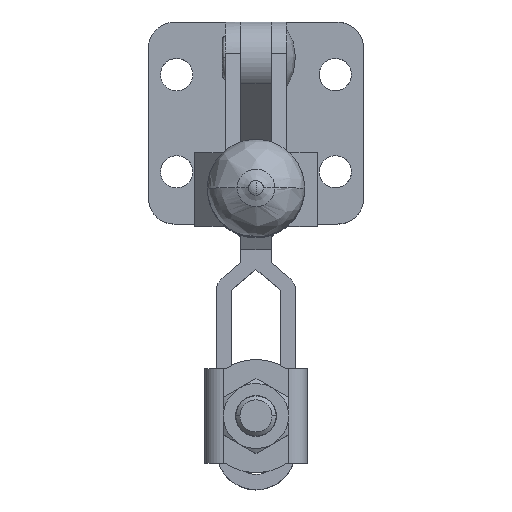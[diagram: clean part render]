
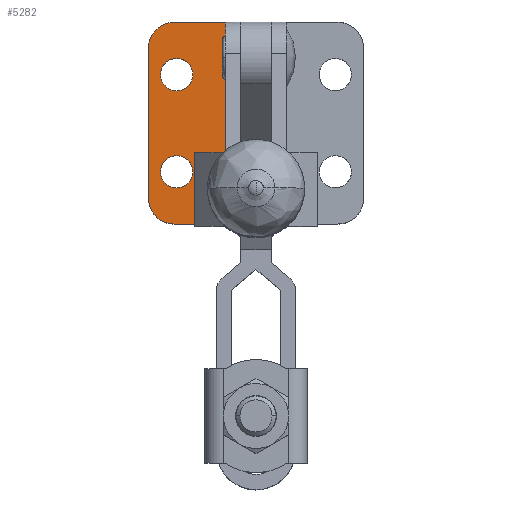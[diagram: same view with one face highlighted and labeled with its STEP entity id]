
A CAD part, top view. The second image highlights one B-rep face of the part: STEP entity #5282.
In plain terms, the highlighted planar face has unit normal (0, 0, 1).
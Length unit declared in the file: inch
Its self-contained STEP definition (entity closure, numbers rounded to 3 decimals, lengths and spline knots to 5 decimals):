
#4585=EDGE_CURVE('',#10351,#12035,#13585,.T.);
#4679=VERTEX_POINT('',#13684);
#5282=ADVANCED_FACE('',(#14328,#14329,#14330),#14331,.T.);
#6045=VERTEX_POINT('',#15155);
#6215=EDGE_CURVE('',#6944,#10538,#15340,.T.);
#6603=EDGE_CURVE('',#6045,#10542,#15757,.T.);
#6944=VERTEX_POINT('',#16127);
#7034=VERTEX_POINT('',#16222);
#7138=EDGE_CURVE('',#10282,#10712,#16333,.T.);
#7603=EDGE_CURVE('',#7034,#4679,#16831,.T.);
#7642=EDGE_CURVE('',#6944,#10538,#16875,.T.);
#7964=EDGE_CURVE('',#10712,#7034,#17220,.T.);
#8339=EDGE_CURVE('',#10542,#10282,#17625,.T.);
#8746=EDGE_CURVE('',#10351,#12035,#18056,.T.);
#10282=VERTEX_POINT('',#19706);
#10351=VERTEX_POINT('',#19780);
#10538=VERTEX_POINT('',#19978);
#10542=VERTEX_POINT('',#19982);
#10712=VERTEX_POINT('',#20164);
#12035=VERTEX_POINT('',#21586);
#13286=EDGE_CURVE('',#4679,#6045,#22930,.T.);
#13585=(B_SPLINE_CURVE(3,(#24537,#24538,#24539,#24540),.UNSPECIFIED.,.F.,.F.)B_SPLINE_CURVE_WITH_KNOTS((4,4),(-4.71239,-1.5708),.UNSPECIFIED.)RATIONAL_B_SPLINE_CURVE((1.0,0.333,0.333,1.0))BOUNDED_CURVE()REPRESENTATION_ITEM('')GEOMETRIC_REPRESENTATION_ITEM()CURVE());
#13684=CARTESIAN_POINT('',(-0.82677,0.07874,0.11811));
#14328=FACE_OUTER_BOUND('',#27109,.T.);
#14329=FACE_BOUND('',#27110,.T.);
#14330=FACE_BOUND('',#27111,.T.);
#14331=PLANE('',#27112);
#15155=CARTESIAN_POINT('',(-0.82677,-1.07874,0.11811));
#15340=(B_SPLINE_CURVE(3,(#30926,#30927,#30928,#30929),.UNSPECIFIED.,.F.,.F.)B_SPLINE_CURVE_WITH_KNOTS((4,4),(-4.71239,-1.5708),.UNSPECIFIED.)RATIONAL_B_SPLINE_CURVE((1.0,0.333,0.333,1.0))BOUNDED_CURVE()REPRESENTATION_ITEM('')GEOMETRIC_REPRESENTATION_ITEM()CURVE());
#15757=(B_SPLINE_CURVE(3,(#31960,#31961,#31962,#31963),.UNSPECIFIED.,.F.,.F.)B_SPLINE_CURVE_WITH_KNOTS((4,4),(-6.28319,-4.71239),.UNSPECIFIED.)RATIONAL_B_SPLINE_CURVE((1.0,0.805,0.805,1.0))BOUNDED_CURVE()REPRESENTATION_ITEM('')GEOMETRIC_REPRESENTATION_ITEM()CURVE());
#16127=CARTESIAN_POINT('',(-0.48622,-0.87402,0.11811));
#16222=CARTESIAN_POINT('',(-0.62992,0.27559,0.11811));
#16333=B_SPLINE_CURVE_WITH_KNOTS('',1,(#33584,#33585),.UNSPECIFIED.,.F.,.F.,(2,2),(0.0,0.0394),.UNSPECIFIED.);
#16831=(B_SPLINE_CURVE(3,(#34806,#34807,#34808,#34809),.UNSPECIFIED.,.F.,.F.)B_SPLINE_CURVE_WITH_KNOTS((4,4),(-1.5708,-0.0),.UNSPECIFIED.)RATIONAL_B_SPLINE_CURVE((1.0,0.805,0.805,1.0))BOUNDED_CURVE()REPRESENTATION_ITEM('')GEOMETRIC_REPRESENTATION_ITEM()CURVE());
#16875=(B_SPLINE_CURVE(3,(#35024,#35025,#35026,#35027),.UNSPECIFIED.,.F.,.F.)B_SPLINE_CURVE_WITH_KNOTS((4,4),(4.71239,7.85398),.UNSPECIFIED.)RATIONAL_B_SPLINE_CURVE((1.0,0.333,0.333,1.0))BOUNDED_CURVE()REPRESENTATION_ITEM('')GEOMETRIC_REPRESENTATION_ITEM()CURVE());
#17220=LINE('',#35776,#35777);
#17625=LINE('',#36993,#36994);
#18056=(B_SPLINE_CURVE(3,(#38064,#38065,#38066,#38067),.UNSPECIFIED.,.F.,.F.)B_SPLINE_CURVE_WITH_KNOTS((4,4),(4.71239,7.85398),.UNSPECIFIED.)RATIONAL_B_SPLINE_CURVE((1.0,0.333,0.333,1.0))BOUNDED_CURVE()REPRESENTATION_ITEM('')GEOMETRIC_REPRESENTATION_ITEM()CURVE());
#19706=CARTESIAN_POINT('',(-0.15748,-1.27559,0.11811));
#19780=CARTESIAN_POINT('',(-0.48622,-0.12598,0.11811));
#19978=CARTESIAN_POINT('',(-0.73425,-0.87402,0.11811));
#19982=CARTESIAN_POINT('',(-0.62992,-1.27559,0.11811));
#20164=CARTESIAN_POINT('',(-0.15748,0.27559,0.11811));
#21586=CARTESIAN_POINT('',(-0.73425,-0.12598,0.11811));
#22930=LINE('',#51460,#51461);
#24537=CARTESIAN_POINT('',(-0.48622,-0.12598,0.11811));
#24538=CARTESIAN_POINT('',(-0.48622,-0.37402,0.11811));
#24539=CARTESIAN_POINT('',(-0.73425,-0.37402,0.11811));
#24540=CARTESIAN_POINT('',(-0.73425,-0.12598,0.11811));
#27109=EDGE_LOOP('',(#52488,#52489,#52490,#52491,#52492,#52493));
#27110=EDGE_LOOP('',(#52494,#52495));
#27111=EDGE_LOOP('',(#52496,#52497));
#27112=AXIS2_PLACEMENT_3D('',#52498,#52499,#52500);
#30926=CARTESIAN_POINT('',(-0.48622,-0.87402,0.11811));
#30927=CARTESIAN_POINT('',(-0.48622,-1.12205,0.11811));
#30928=CARTESIAN_POINT('',(-0.73425,-1.12205,0.11811));
#30929=CARTESIAN_POINT('',(-0.73425,-0.87402,0.11811));
#31960=CARTESIAN_POINT('',(-0.82677,-1.07874,0.11811));
#31961=CARTESIAN_POINT('',(-0.82677,-1.19405,0.11811));
#31962=CARTESIAN_POINT('',(-0.74523,-1.27559,0.11811));
#31963=CARTESIAN_POINT('',(-0.62992,-1.27559,0.11811));
#33584=CARTESIAN_POINT('',(-0.15748,-1.27559,0.11811));
#33585=CARTESIAN_POINT('',(-0.15748,0.27559,0.11811));
#34806=CARTESIAN_POINT('',(-0.62992,0.27559,0.11811));
#34807=CARTESIAN_POINT('',(-0.74523,0.27559,0.11811));
#34808=CARTESIAN_POINT('',(-0.82677,0.19405,0.11811));
#34809=CARTESIAN_POINT('',(-0.82677,0.07874,0.11811));
#35024=CARTESIAN_POINT('',(-0.48622,-0.87402,0.11811));
#35025=CARTESIAN_POINT('',(-0.48622,-0.62598,0.11811));
#35026=CARTESIAN_POINT('',(-0.73425,-0.62598,0.11811));
#35027=CARTESIAN_POINT('',(-0.73425,-0.87402,0.11811));
#35776=CARTESIAN_POINT('',(0.23622,0.27559,0.11811));
#35777=VECTOR('',#55580,1.0);
#36993=CARTESIAN_POINT('',(-0.3937,-1.27559,0.11811));
#36994=VECTOR('',#56024,1.0);
#38064=CARTESIAN_POINT('',(-0.48622,-0.12598,0.11811));
#38065=CARTESIAN_POINT('',(-0.48622,0.12205,0.11811));
#38066=CARTESIAN_POINT('',(-0.73425,0.12205,0.11811));
#38067=CARTESIAN_POINT('',(-0.73425,-0.12598,0.11811));
#51460=CARTESIAN_POINT('',(-0.82677,-0.40157,0.11811));
#51461=VECTOR('',#61445,1.0);
#52488=ORIENTED_EDGE('',*,*,#7964,.T.);
#52489=ORIENTED_EDGE('',*,*,#7603,.T.);
#52490=ORIENTED_EDGE('',*,*,#13286,.T.);
#52491=ORIENTED_EDGE('',*,*,#6603,.T.);
#52492=ORIENTED_EDGE('',*,*,#8339,.T.);
#52493=ORIENTED_EDGE('',*,*,#7138,.T.);
#52494=ORIENTED_EDGE('',*,*,#6215,.T.);
#52495=ORIENTED_EDGE('',*,*,#7642,.F.);
#52496=ORIENTED_EDGE('',*,*,#4585,.T.);
#52497=ORIENTED_EDGE('',*,*,#8746,.F.);
#52498=CARTESIAN_POINT('',(-0.15748,0.27559,0.11811));
#52499=DIRECTION('',(0.,0.,1.0));
#52500=DIRECTION('',(-1.0,0.,0.));
#55580=DIRECTION('',(-1.0,0.,0.));
#56024=DIRECTION('',(1.0,0.,0.));
#61445=DIRECTION('',(0.,-1.0,0.0));
